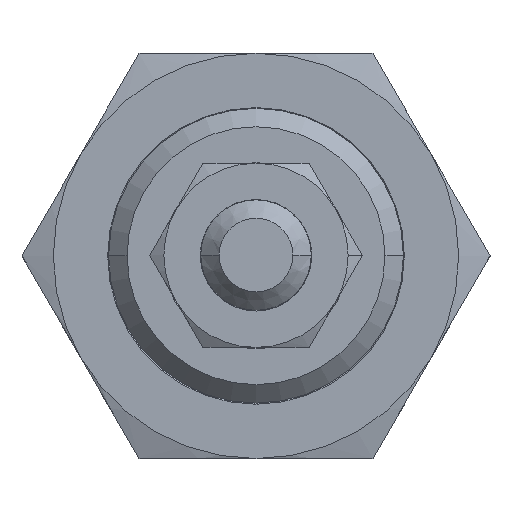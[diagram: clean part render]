
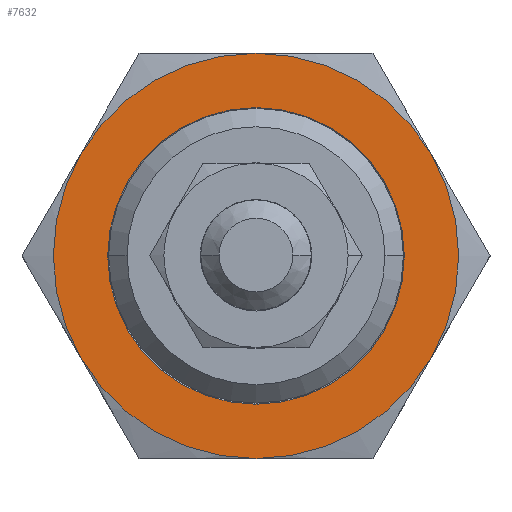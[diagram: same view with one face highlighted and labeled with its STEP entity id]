
A CAD part, top view. The second image highlights one B-rep face of the part: STEP entity #7632.
In plain terms, the highlighted planar face has unit normal (0, 0, 1).
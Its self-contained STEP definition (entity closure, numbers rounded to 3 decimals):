
#29 = DIRECTION ( 'NONE',  ( 0.866, 0.5, 0. ) ) ;
#50 = DIRECTION ( 'NONE',  ( 0., 0., -1. ) ) ;
#448 = DIRECTION ( 'NONE',  ( 0., 0., -1. ) ) ;
#450 = DIRECTION ( 'NONE',  ( 0., 0., -1. ) ) ;
#454 = ORIENTED_EDGE ( 'NONE', *, *, #1107, .F. ) ;
#769 = CARTESIAN_POINT ( 'NONE',  ( 0., 0., 89.5 ) ) ;
#841 = CARTESIAN_POINT ( 'NONE',  ( 0., 0., 89.5 ) ) ;
#1107 = EDGE_CURVE ( 'NONE', #9824, #5423, #4152, .T. ) ;
#1419 = ORIENTED_EDGE ( 'NONE', *, *, #11081, .F. ) ;
#1431 = CIRCLE ( 'NONE', #4997, 11. ) ;
#1989 = CARTESIAN_POINT ( 'NONE',  ( 9.526, 5.5, 89.5 ) ) ;
#2079 = AXIS2_PLACEMENT_3D ( 'NONE', #8538, #448, #4051 ) ;
#2170 = CARTESIAN_POINT ( 'NONE',  ( 6.972, 4.025, 89.5 ) ) ;
#2183 = AXIS2_PLACEMENT_3D ( 'NONE', #841, #50, #8090 ) ;
#2307 = CARTESIAN_POINT ( 'NONE',  ( 0., 0., 89.5 ) ) ;
#2387 = EDGE_CURVE ( 'NONE', #6559, #9771, #8910, .T. ) ;
#2606 = PLANE ( 'NONE',  #2183 ) ;
#2634 = VERTEX_POINT ( 'NONE', #1989 ) ;
#2675 = EDGE_CURVE ( 'NONE', #2634, #9398, #7767, .T. ) ;
#2744 = EDGE_LOOP ( 'NONE', ( #3914, #10822 ) ) ;
#2769 = CARTESIAN_POINT ( 'NONE',  ( 0., 0., 89.5 ) ) ;
#3306 = DIRECTION ( 'NONE',  ( 0., 0., -1. ) ) ;
#3549 = FACE_BOUND ( 'NONE', #2744, .T. ) ;
#3687 = ORIENTED_EDGE ( 'NONE', *, *, #8744, .F. ) ;
#3752 = EDGE_CURVE ( 'NONE', #9398, #9824, #9112, .T. ) ;
#3754 = CARTESIAN_POINT ( 'NONE',  ( 0., 0., 89.5 ) ) ;
#3802 = CARTESIAN_POINT ( 'NONE',  ( -6.972, -4.025, 89.5 ) ) ;
#3914 = ORIENTED_EDGE ( 'NONE', *, *, #5309, .T. ) ;
#4051 = DIRECTION ( 'NONE',  ( 0.866, 0.5, 0. ) ) ;
#4053 = DIRECTION ( 'NONE',  ( 0.866, 0.5, 0. ) ) ;
#4152 = CIRCLE ( 'NONE', #2079, 11. ) ;
#4522 = DIRECTION ( 'NONE',  ( 0.866, 0.5, 0. ) ) ;
#4744 = ORIENTED_EDGE ( 'NONE', *, *, #2675, .F. ) ;
#4969 = CIRCLE ( 'NONE', #8961, 8.05 ) ;
#4997 = AXIS2_PLACEMENT_3D ( 'NONE', #2769, #7126, #29 ) ;
#5176 = DIRECTION ( 'NONE',  ( 0.866, 0.5, 0. ) ) ;
#5309 = EDGE_CURVE ( 'NONE', #9771, #6559, #4969, .T. ) ;
#5423 = VERTEX_POINT ( 'NONE', #10566 ) ;
#6266 = AXIS2_PLACEMENT_3D ( 'NONE', #11202, #7345, #4522 ) ;
#6411 = CARTESIAN_POINT ( 'NONE',  ( 0., -11., 89.5 ) ) ;
#6559 = VERTEX_POINT ( 'NONE', #2170 ) ;
#6631 = DIRECTION ( 'NONE',  ( 0., 0., -1. ) ) ;
#6827 = CIRCLE ( 'NONE', #6266, 11. ) ;
#6895 = DIRECTION ( 'NONE',  ( 0.866, 0.5, 0. ) ) ;
#6919 = DIRECTION ( 'NONE',  ( 0.866, 0.5, 0. ) ) ;
#7034 = CIRCLE ( 'NONE', #10065, 11. ) ;
#7105 = VERTEX_POINT ( 'NONE', #11680 ) ;
#7126 = DIRECTION ( 'NONE',  ( 0., 0., -1. ) ) ;
#7345 = DIRECTION ( 'NONE',  ( 0., 0., -1. ) ) ;
#7487 = VERTEX_POINT ( 'NONE', #7908 ) ;
#7576 = AXIS2_PLACEMENT_3D ( 'NONE', #769, #3306, #5176 ) ;
#7632 = ADVANCED_FACE ( 'NONE', ( #3549, #10878 ), #2606, .F. ) ;
#7767 = CIRCLE ( 'NONE', #8725, 11. ) ;
#7908 = CARTESIAN_POINT ( 'NONE',  ( 0., 11., 89.5 ) ) ;
#8024 = EDGE_CURVE ( 'NONE', #5423, #7105, #6827, .T. ) ;
#8090 = DIRECTION ( 'NONE',  ( 0.866, 0.5, 0. ) ) ;
#8106 = ORIENTED_EDGE ( 'NONE', *, *, #8024, .F. ) ;
#8538 = CARTESIAN_POINT ( 'NONE',  ( 0., 0., 89.5 ) ) ;
#8725 = AXIS2_PLACEMENT_3D ( 'NONE', #3754, #6631, #9139 ) ;
#8744 = EDGE_CURVE ( 'NONE', #7105, #7487, #7034, .T. ) ;
#8786 = CARTESIAN_POINT ( 'NONE',  ( 0., 0., 89.5 ) ) ;
#8910 = CIRCLE ( 'NONE', #10425, 8.05 ) ;
#8961 = AXIS2_PLACEMENT_3D ( 'NONE', #10263, #450, #4053 ) ;
#9112 = CIRCLE ( 'NONE', #7576, 11. ) ;
#9139 = DIRECTION ( 'NONE',  ( 0.866, 0.5, 0. ) ) ;
#9398 = VERTEX_POINT ( 'NONE', #11193 ) ;
#9666 = DIRECTION ( 'NONE',  ( 0., 0., -1. ) ) ;
#9756 = ORIENTED_EDGE ( 'NONE', *, *, #3752, .F. ) ;
#9771 = VERTEX_POINT ( 'NONE', #3802 ) ;
#9824 = VERTEX_POINT ( 'NONE', #6411 ) ;
#10065 = AXIS2_PLACEMENT_3D ( 'NONE', #2307, #11399, #6919 ) ;
#10263 = CARTESIAN_POINT ( 'NONE',  ( 0., 0., 89.5 ) ) ;
#10425 = AXIS2_PLACEMENT_3D ( 'NONE', #8786, #9666, #6895 ) ;
#10566 = CARTESIAN_POINT ( 'NONE',  ( -9.526, -5.5, 89.5 ) ) ;
#10822 = ORIENTED_EDGE ( 'NONE', *, *, #2387, .T. ) ;
#10866 = EDGE_LOOP ( 'NONE', ( #4744, #1419, #3687, #8106, #454, #9756 ) ) ;
#10878 = FACE_OUTER_BOUND ( 'NONE', #10866, .T. ) ;
#11081 = EDGE_CURVE ( 'NONE', #7487, #2634, #1431, .T. ) ;
#11193 = CARTESIAN_POINT ( 'NONE',  ( 9.526, -5.5, 89.5 ) ) ;
#11202 = CARTESIAN_POINT ( 'NONE',  ( 0., 0., 89.5 ) ) ;
#11399 = DIRECTION ( 'NONE',  ( 0., 0., -1. ) ) ;
#11680 = CARTESIAN_POINT ( 'NONE',  ( -9.526, 5.5, 89.5 ) ) ;
